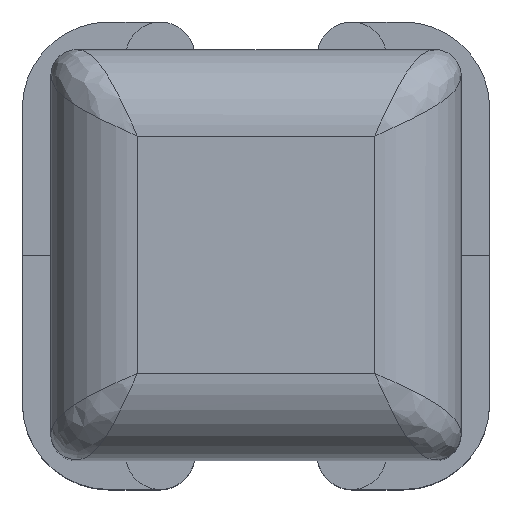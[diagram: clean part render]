
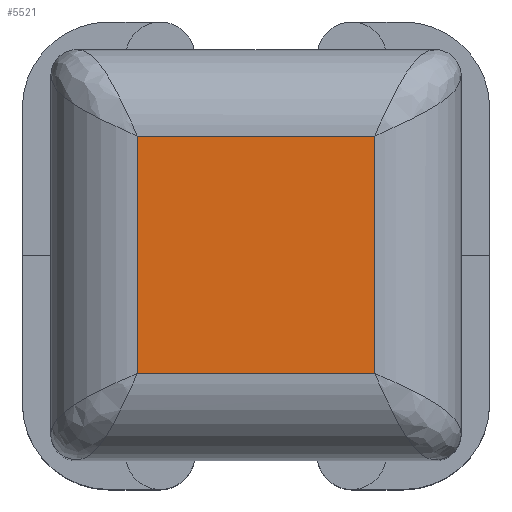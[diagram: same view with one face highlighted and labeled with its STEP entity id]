
A CAD part, top view. The second image highlights one B-rep face of the part: STEP entity #5521.
In plain terms, the highlighted planar face has unit normal (0, 0, 1).
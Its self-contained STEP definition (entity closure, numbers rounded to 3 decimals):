
#1542 = CYLINDRICAL_SURFACE('',#1543,1.);
#1543 = AXIS2_PLACEMENT_3D('',#1544,#1545,#1546);
#1544 = CARTESIAN_POINT('',(2.07,-1.37,6.4));
#1545 = DIRECTION('',(-1.,0.,0.));
#1546 = DIRECTION('',(0.,-1.,0.));
#2326 = CYLINDRICAL_SURFACE('',#2327,1.);
#2327 = AXIS2_PLACEMENT_3D('',#2328,#2329,#2330);
#2328 = CARTESIAN_POINT('',(-2.07,1.37,6.4));
#2329 = DIRECTION('',(1.,0.,0.));
#2330 = DIRECTION('',(0.,1.,0.));
#2989 = CYLINDRICAL_SURFACE('',#2990,1.);
#2990 = AXIS2_PLACEMENT_3D('',#2991,#2992,#2993);
#2991 = CARTESIAN_POINT('',(-1.37,-2.07,6.4));
#2992 = DIRECTION('',(0.,1.,0.));
#2993 = DIRECTION('',(-1.,0.,0.));
#3667 = VERTEX_POINT('',#3668);
#3668 = CARTESIAN_POINT('',(1.37,-1.37,7.4));
#3767 = EDGE_CURVE('',#3667,#3768,#3770,.T.);
#3768 = VERTEX_POINT('',#3769);
#3769 = CARTESIAN_POINT('',(-1.37,-1.37,7.4));
#3770 = SURFACE_CURVE('',#3771,(#3775,#3782),.PCURVE_S1.);
#3771 = LINE('',#3772,#3773);
#3772 = CARTESIAN_POINT('',(2.07,-1.37,7.4));
#3773 = VECTOR('',#3774,1.);
#3774 = DIRECTION('',(-1.,0.,0.));
#3775 = PCURVE('',#1542,#3776);
#3776 = DEFINITIONAL_REPRESENTATION('',(#3777),#3781);
#3777 = LINE('',#3778,#3779);
#3778 = CARTESIAN_POINT('',(1.571,0.));
#3779 = VECTOR('',#3780,1.);
#3780 = DIRECTION('',(0.,1.));
#3781 = ( GEOMETRIC_REPRESENTATION_CONTEXT(2) 
PARAMETRIC_REPRESENTATION_CONTEXT() REPRESENTATION_CONTEXT('2D SPACE',''
  ) );
#3782 = PCURVE('',#3783,#3788);
#3783 = PLANE('',#3784);
#3784 = AXIS2_PLACEMENT_3D('',#3785,#3786,#3787);
#3785 = CARTESIAN_POINT('',(0.,0.,7.4)
  );
#3786 = DIRECTION('',(-0.,-0.,-1.));
#3787 = DIRECTION('',(-1.,0.,0.));
#3788 = DEFINITIONAL_REPRESENTATION('',(#3789),#3793);
#3789 = LINE('',#3790,#3791);
#3790 = CARTESIAN_POINT('',(-2.07,-1.37));
#3791 = VECTOR('',#3792,1.);
#3792 = DIRECTION('',(1.,0.));
#3793 = ( GEOMETRIC_REPRESENTATION_CONTEXT(2) 
PARAMETRIC_REPRESENTATION_CONTEXT() REPRESENTATION_CONTEXT('2D SPACE',''
  ) );
#4983 = VERTEX_POINT('',#4984);
#4984 = CARTESIAN_POINT('',(-1.37,1.37,7.4));
#5010 = EDGE_CURVE('',#4983,#5011,#5013,.T.);
#5011 = VERTEX_POINT('',#5012);
#5012 = CARTESIAN_POINT('',(1.37,1.37,7.4));
#5013 = SURFACE_CURVE('',#5014,(#5018,#5025),.PCURVE_S1.);
#5014 = LINE('',#5015,#5016);
#5015 = CARTESIAN_POINT('',(-2.07,1.37,7.4));
#5016 = VECTOR('',#5017,1.);
#5017 = DIRECTION('',(1.,0.,0.));
#5018 = PCURVE('',#2326,#5019);
#5019 = DEFINITIONAL_REPRESENTATION('',(#5020),#5024);
#5020 = LINE('',#5021,#5022);
#5021 = CARTESIAN_POINT('',(1.571,0.));
#5022 = VECTOR('',#5023,1.);
#5023 = DIRECTION('',(0.,1.));
#5024 = ( GEOMETRIC_REPRESENTATION_CONTEXT(2) 
PARAMETRIC_REPRESENTATION_CONTEXT() REPRESENTATION_CONTEXT('2D SPACE',''
  ) );
#5025 = PCURVE('',#3783,#5026);
#5026 = DEFINITIONAL_REPRESENTATION('',(#5027),#5031);
#5027 = LINE('',#5028,#5029);
#5028 = CARTESIAN_POINT('',(2.07,1.37));
#5029 = VECTOR('',#5030,1.);
#5030 = DIRECTION('',(-1.,0.));
#5031 = ( GEOMETRIC_REPRESENTATION_CONTEXT(2) 
PARAMETRIC_REPRESENTATION_CONTEXT() REPRESENTATION_CONTEXT('2D SPACE',''
  ) );
#5317 = EDGE_CURVE('',#3768,#4983,#5318,.T.);
#5318 = SURFACE_CURVE('',#5319,(#5323,#5330),.PCURVE_S1.);
#5319 = LINE('',#5320,#5321);
#5320 = CARTESIAN_POINT('',(-1.37,-2.07,7.4));
#5321 = VECTOR('',#5322,1.);
#5322 = DIRECTION('',(0.,1.,0.));
#5323 = PCURVE('',#2989,#5324);
#5324 = DEFINITIONAL_REPRESENTATION('',(#5325),#5329);
#5325 = LINE('',#5326,#5327);
#5326 = CARTESIAN_POINT('',(1.571,0.));
#5327 = VECTOR('',#5328,1.);
#5328 = DIRECTION('',(0.,1.));
#5329 = ( GEOMETRIC_REPRESENTATION_CONTEXT(2) 
PARAMETRIC_REPRESENTATION_CONTEXT() REPRESENTATION_CONTEXT('2D SPACE',''
  ) );
#5330 = PCURVE('',#3783,#5331);
#5331 = DEFINITIONAL_REPRESENTATION('',(#5332),#5336);
#5332 = LINE('',#5333,#5334);
#5333 = CARTESIAN_POINT('',(1.37,-2.07));
#5334 = VECTOR('',#5335,1.);
#5335 = DIRECTION('',(0.,1.));
#5336 = ( GEOMETRIC_REPRESENTATION_CONTEXT(2) 
PARAMETRIC_REPRESENTATION_CONTEXT() REPRESENTATION_CONTEXT('2D SPACE',''
  ) );
#5509 = CYLINDRICAL_SURFACE('',#5510,1.);
#5510 = AXIS2_PLACEMENT_3D('',#5511,#5512,#5513);
#5511 = CARTESIAN_POINT('',(1.37,2.07,6.4));
#5512 = DIRECTION('',(0.,-1.,0.));
#5513 = DIRECTION('',(1.,0.,0.));
#5521 = ADVANCED_FACE('',(#5522),#3783,.F.);
#5522 = FACE_BOUND('',#5523,.F.);
#5523 = EDGE_LOOP('',(#5524,#5525,#5526,#5547));
#5524 = ORIENTED_EDGE('',*,*,#5317,.T.);
#5525 = ORIENTED_EDGE('',*,*,#5010,.T.);
#5526 = ORIENTED_EDGE('',*,*,#5527,.T.);
#5527 = EDGE_CURVE('',#5011,#3667,#5528,.T.);
#5528 = SURFACE_CURVE('',#5529,(#5533,#5540),.PCURVE_S1.);
#5529 = LINE('',#5530,#5531);
#5530 = CARTESIAN_POINT('',(1.37,2.07,7.4));
#5531 = VECTOR('',#5532,1.);
#5532 = DIRECTION('',(0.,-1.,0.));
#5533 = PCURVE('',#3783,#5534);
#5534 = DEFINITIONAL_REPRESENTATION('',(#5535),#5539);
#5535 = LINE('',#5536,#5537);
#5536 = CARTESIAN_POINT('',(-1.37,2.07));
#5537 = VECTOR('',#5538,1.);
#5538 = DIRECTION('',(0.,-1.));
#5539 = ( GEOMETRIC_REPRESENTATION_CONTEXT(2) 
PARAMETRIC_REPRESENTATION_CONTEXT() REPRESENTATION_CONTEXT('2D SPACE',''
  ) );
#5540 = PCURVE('',#5509,#5541);
#5541 = DEFINITIONAL_REPRESENTATION('',(#5542),#5546);
#5542 = LINE('',#5543,#5544);
#5543 = CARTESIAN_POINT('',(1.571,0.));
#5544 = VECTOR('',#5545,1.);
#5545 = DIRECTION('',(0.,1.));
#5546 = ( GEOMETRIC_REPRESENTATION_CONTEXT(2) 
PARAMETRIC_REPRESENTATION_CONTEXT() REPRESENTATION_CONTEXT('2D SPACE',''
  ) );
#5547 = ORIENTED_EDGE('',*,*,#3767,.T.);
